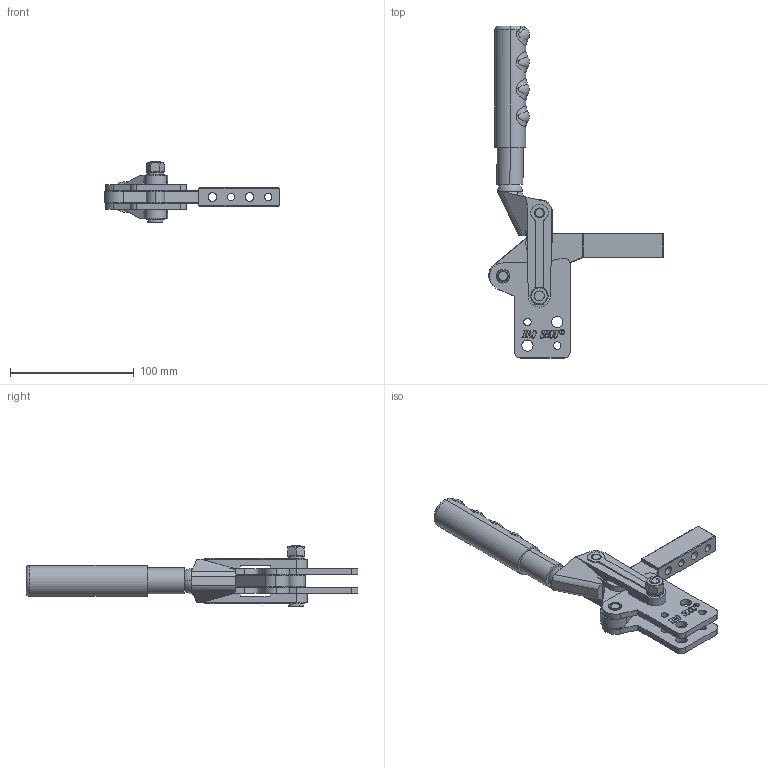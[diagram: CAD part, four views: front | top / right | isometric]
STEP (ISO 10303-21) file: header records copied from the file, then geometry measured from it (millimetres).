
FILE_DESCRIPTION (( 'STEP AP203' ), '1' );
FILE_NAME ('HS-70730A .STEP', '2021-12-28T08:19:51', ( '微软用户' ), ( '微软中国' ), 'SwSTEP 2.0', 'SolidWorks 2012', '' );
FILE_SCHEMA (( 'CONFIG_CONTROL_DESIGN' ));
Length unit declared in the file: millimetre
Products named in the file (14): HS-70730A ; prevailing torque hex nuts2 class 9 gb_GB_HEXAGON_LOCK_TYPE5 M8-N; curved single coil spring lock washers gb_GB_FASTENER_WASHER_CSLW 8; 眻种; 酗种; T倛种; 騵艦杶; 階杶; 忒參杶; 忒參奪; 忒梟; 蟀裝; 揤旋; 70730菁釱
Assembly tree (22 placements, depth 2):
  HS-70730A 
    70730菁釱
    揤旋
    蟀裝  x2
    忒梟
    忒參奪
    忒參杶
    階杶
    騵艦杶  x8
    T倛种
    酗种
    眻种  x2
    curved single coil spring lock washers gb_GB_FASTENER_WASHER_CSLW 8
    prevailing torque hex nuts2 class 9 gb_GB_HEXAGON_LOCK_TYPE5 M8-N
Bounding box: 141 x 267.81 x 49 mm (x, y, z)
Volume: 162385.5 mm3; surface area: 88704.3 mm2
Topology: 23 solids, 23 shells, 792 faces, 2003 edges, 1290 vertices
Faces by surface type: plane 347, cylinder 181, bspline 155, cone 100, torus 7, sphere 2
Entity records: 32162 total; most frequent: CARTESIAN_POINT 14534, ORIENTED_EDGE 3524, DIRECTION 2860, EDGE_CURVE 1762, VERTEX_POINT 1150, LINE 1068, VECTOR 1068, AXIS2_PLACEMENT_3D 896
